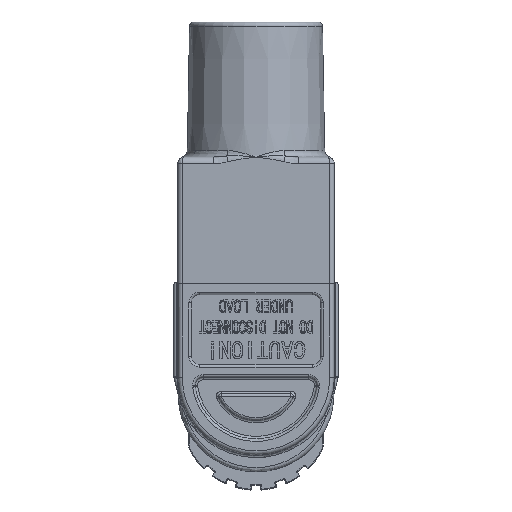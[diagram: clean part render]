
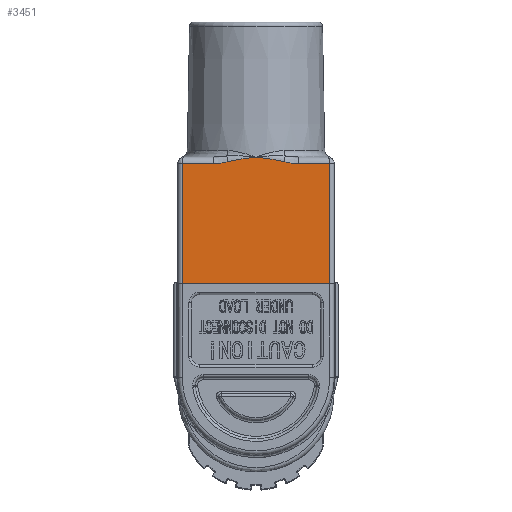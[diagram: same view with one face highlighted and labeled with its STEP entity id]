
A CAD part, top view. The second image highlights one B-rep face of the part: STEP entity #3451.
In plain terms, the highlighted planar face has unit normal (0, 0, 1).
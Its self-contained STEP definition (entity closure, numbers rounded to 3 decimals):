
#3381=AXIS2_PLACEMENT_3D('Plane Axis2P3D',#3378,#3379,#3380) ;
#2864=CARTESIAN_POINT('Vertex',(9.834,39.915,21.)) ;
#2868=CARTESIAN_POINT('Control Point',(9.834,39.915,21.)) ;
#2869=CARTESIAN_POINT('Control Point',(9.845,39.916,21.)) ;
#2870=CARTESIAN_POINT('Control Point',(9.855,39.916,21.)) ;
#2871=CARTESIAN_POINT('Control Point',(9.866,39.915,21.)) ;
#2872=CARTESIAN_POINT('Vertex',(9.866,39.915,21.)) ;
#3325=CARTESIAN_POINT('Vertex',(4.736,39.123,21.)) ;
#3329=CARTESIAN_POINT('Control Point',(4.736,39.123,21.)) ;
#3330=CARTESIAN_POINT('Control Point',(5.343,39.123,21.)) ;
#3331=CARTESIAN_POINT('Control Point',(5.937,39.228,21.)) ;
#3332=CARTESIAN_POINT('Control Point',(6.521,39.384,21.)) ;
#3333=CARTESIAN_POINT('Vertex',(6.521,39.384,21.)) ;
#3365=CARTESIAN_POINT('Control Point',(6.521,39.384,21.)) ;
#3366=CARTESIAN_POINT('Control Point',(6.792,39.457,21.)) ;
#3367=CARTESIAN_POINT('Control Point',(7.889,39.675,21.)) ;
#3368=CARTESIAN_POINT('Control Point',(9.001,39.808,21.)) ;
#3369=CARTESIAN_POINT('Control Point',(9.834,39.915,21.)) ;
#3378=CARTESIAN_POINT('Axis2P3D Location',(9.85,11.523,21.)) ;
#3383=CARTESIAN_POINT('Line Origine',(9.85,24.723,21.)) ;
#3387=CARTESIAN_POINT('Vertex',(0.975,24.723,21.)) ;
#3389=CARTESIAN_POINT('Vertex',(18.725,24.723,21.)) ;
#3392=CARTESIAN_POINT('Line Origine',(18.725,31.923,21.)) ;
#3396=CARTESIAN_POINT('Vertex',(18.725,39.123,21.)) ;
#3399=CARTESIAN_POINT('Line Origine',(16.844,39.123,21.)) ;
#3403=CARTESIAN_POINT('Vertex',(14.964,39.123,21.)) ;
#3407=CARTESIAN_POINT('Control Point',(14.964,39.123,21.)) ;
#3408=CARTESIAN_POINT('Control Point',(14.601,39.123,21.)) ;
#3409=CARTESIAN_POINT('Control Point',(14.24,39.154,21.)) ;
#3410=CARTESIAN_POINT('Control Point',(13.882,39.212,21.)) ;
#3411=CARTESIAN_POINT('Control Point',(13.529,39.291,21.)) ;
#3412=CARTESIAN_POINT('Control Point',(13.179,39.384,21.)) ;
#3413=CARTESIAN_POINT('Vertex',(13.179,39.384,21.)) ;
#3417=CARTESIAN_POINT('Control Point',(13.179,39.384,21.)) ;
#3418=CARTESIAN_POINT('Control Point',(12.928,39.451,21.)) ;
#3419=CARTESIAN_POINT('Control Point',(12.675,39.506,21.)) ;
#3420=CARTESIAN_POINT('Control Point',(12.406,39.555,21.)) ;
#3421=CARTESIAN_POINT('Control Point',(11.739,39.668,21.)) ;
#3422=CARTESIAN_POINT('Control Point',(11.069,39.761,21.)) ;
#3423=CARTESIAN_POINT('Control Point',(10.695,39.81,21.)) ;
#3424=CARTESIAN_POINT('Control Point',(10.281,39.863,21.)) ;
#3425=CARTESIAN_POINT('Control Point',(9.866,39.915,21.)) ;
#3427=CARTESIAN_POINT('Line Origine',(2.856,39.123,21.)) ;
#3431=CARTESIAN_POINT('Vertex',(0.975,39.123,21.)) ;
#3434=CARTESIAN_POINT('Line Origine',(0.975,31.923,21.)) ;
#3379=DIRECTION('Axis2P3D Direction',(0.,0.,1.)) ;
#3380=DIRECTION('Axis2P3D XDirection',(1.,0.,0.)) ;
#3384=DIRECTION('Vector Direction',(1.,0.,0.)) ;
#3393=DIRECTION('Vector Direction',(0.,-1.,0.)) ;
#3400=DIRECTION('Vector Direction',(-1.,0.,0.)) ;
#3428=DIRECTION('Vector Direction',(-1.,0.,0.)) ;
#3435=DIRECTION('Vector Direction',(0.,-1.,0.)) ;
#3385=VECTOR('Line Direction',#3384,1.) ;
#3394=VECTOR('Line Direction',#3393,1.) ;
#3401=VECTOR('Line Direction',#3400,1.) ;
#3429=VECTOR('Line Direction',#3428,1.) ;
#3436=VECTOR('Line Direction',#3435,1.) ;
#3440=ORIENTED_EDGE('',*,*,#3391,.T.) ;
#3441=ORIENTED_EDGE('',*,*,#3398,.F.) ;
#3442=ORIENTED_EDGE('',*,*,#3405,.T.) ;
#3443=ORIENTED_EDGE('',*,*,#3415,.T.) ;
#3444=ORIENTED_EDGE('',*,*,#3426,.T.) ;
#3445=ORIENTED_EDGE('',*,*,#2874,.T.) ;
#3446=ORIENTED_EDGE('',*,*,#3370,.T.) ;
#3447=ORIENTED_EDGE('',*,*,#3335,.T.) ;
#3448=ORIENTED_EDGE('',*,*,#3433,.T.) ;
#3449=ORIENTED_EDGE('',*,*,#3438,.T.) ;
#3451=ADVANCED_FACE('Hauptkoerper',(#3450),#3382,.T.) ;
#3406=B_SPLINE_CURVE_WITH_KNOTS('',5,(#3407,#3408,#3409,#3410,#3411,#3412),.UNSPECIFIED.,.F.,.U.,(6,6),(0.,2.562),.UNSPECIFIED.) ;
#3416=B_SPLINE_CURVE_WITH_KNOTS('',5,(#3417,#3418,#3419,#3420,#3421,#3422,#3423,#3424,#3425),.UNSPECIFIED.,.F.,.U.,(6,3,6),(0.,1.833,4.785),.UNSPECIFIED.) ;
#2874=EDGE_CURVE('',#2873,#2865,#2867,.F.) ;
#3335=EDGE_CURVE('',#3334,#3326,#3328,.F.) ;
#3370=EDGE_CURVE('',#2865,#3334,#3364,.F.) ;
#3391=EDGE_CURVE('',#3388,#3390,#3386,.T.) ;
#3398=EDGE_CURVE('',#3397,#3390,#3395,.T.) ;
#3405=EDGE_CURVE('',#3397,#3404,#3402,.T.) ;
#3415=EDGE_CURVE('',#3404,#3414,#3406,.T.) ;
#3426=EDGE_CURVE('',#3414,#2873,#3416,.T.) ;
#3433=EDGE_CURVE('',#3326,#3432,#3430,.T.) ;
#3438=EDGE_CURVE('',#3432,#3388,#3437,.T.) ;
#3439=EDGE_LOOP('',(#3440,#3441,#3442,#3443,#3444,#3445,#3446,#3447,#3448,#3449)) ;
#3450=FACE_OUTER_BOUND('',#3439,.T.) ;
#3386=LINE('Line',#3383,#3385) ;
#3395=LINE('Line',#3392,#3394) ;
#3402=LINE('Line',#3399,#3401) ;
#3430=LINE('Line',#3427,#3429) ;
#3437=LINE('Line',#3434,#3436) ;
#3382=PLANE('',#3381) ;
#2865=VERTEX_POINT('',#2864) ;
#2873=VERTEX_POINT('',#2872) ;
#3326=VERTEX_POINT('',#3325) ;
#3334=VERTEX_POINT('',#3333) ;
#3388=VERTEX_POINT('',#3387) ;
#3390=VERTEX_POINT('',#3389) ;
#3397=VERTEX_POINT('',#3396) ;
#3404=VERTEX_POINT('',#3403) ;
#3414=VERTEX_POINT('',#3413) ;
#3432=VERTEX_POINT('',#3431) ;
#2867=(BOUNDED_CURVE()B_SPLINE_CURVE(3,(#2868,#2869,#2870,#2871),.UNSPECIFIED.,.F.,.U.)B_SPLINE_CURVE_WITH_KNOTS((4,4),(0.,0.035),.UNSPECIFIED.)CURVE()GEOMETRIC_REPRESENTATION_ITEM()RATIONAL_B_SPLINE_CURVE((1.,1.,1.,1.))REPRESENTATION_ITEM('')) ;
#3328=(BOUNDED_CURVE()B_SPLINE_CURVE(3,(#3329,#3330,#3331,#3332),.UNSPECIFIED.,.F.,.U.)B_SPLINE_CURVE_WITH_KNOTS((4,4),(0.,1.722),.UNSPECIFIED.)CURVE()GEOMETRIC_REPRESENTATION_ITEM()RATIONAL_B_SPLINE_CURVE((1.,1.,1.,1.))REPRESENTATION_ITEM('')) ;
#3364=(BOUNDED_CURVE()B_SPLINE_CURVE(3,(#3365,#3366,#3367,#3368,#3369),.UNSPECIFIED.,.F.,.U.)B_SPLINE_CURVE_WITH_KNOTS((4,1,4),(0.,0.86,3.44),.UNSPECIFIED.)CURVE()GEOMETRIC_REPRESENTATION_ITEM()RATIONAL_B_SPLINE_CURVE((1.,1.,1.,1.,1.))REPRESENTATION_ITEM('')) ;
